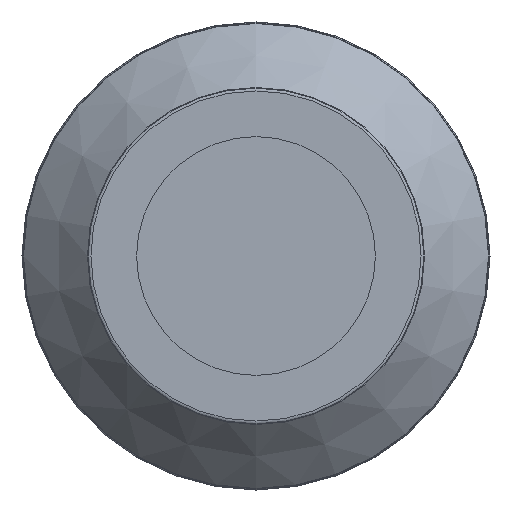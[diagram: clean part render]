
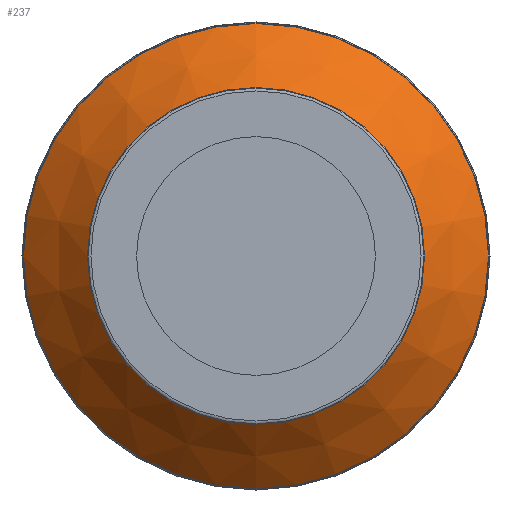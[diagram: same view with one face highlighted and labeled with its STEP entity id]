
A CAD part, left-side view. The second image highlights one B-rep face of the part: STEP entity #237.
In plain terms, the highlighted conical face has half-angle 45 degrees and reference radius 35.281 mm.
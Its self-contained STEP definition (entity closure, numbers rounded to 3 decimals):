
#99=CONICAL_SURFACE('',#749,35.281,45.);
#187=FACE_BOUND('',#350,.T.);
#188=FACE_BOUND('',#351,.T.);
#237=ADVANCED_FACE('',(#187,#188),#99,.T.);
#350=EDGE_LOOP('',(#498));
#351=EDGE_LOOP('',(#499));
#498=ORIENTED_EDGE('',*,*,#649,.T.);
#499=ORIENTED_EDGE('',*,*,#650,.F.);
#573=VERTEX_POINT('',#1681);
#574=VERTEX_POINT('',#1684);
#649=EDGE_CURVE('',#573,#573,#676,.T.);
#650=EDGE_CURVE('',#574,#574,#677,.T.);
#676=CIRCLE('',#746,48.68);
#677=CIRCLE('',#748,35.281);
#746=AXIS2_PLACEMENT_3D('',#1680,#913,#914);
#748=AXIS2_PLACEMENT_3D('',#1683,#917,#918);
#749=AXIS2_PLACEMENT_3D('',#1685,#919,#920);
#913=DIRECTION('',(-1.,0.,0.));
#914=DIRECTION('',(0.,0.,-1.));
#917=DIRECTION('',(-1.,0.,0.));
#918=DIRECTION('',(0.,0.,-1.));
#919=DIRECTION('',(1.,0.,0.));
#920=DIRECTION('',(0.,0.,-1.));
#1680=CARTESIAN_POINT('',(13.68,0.,0.));
#1681=CARTESIAN_POINT('',(13.68,0.,-48.68));
#1683=CARTESIAN_POINT('',(0.281,0.,0.));
#1684=CARTESIAN_POINT('',(0.281,0.,-35.281));
#1685=CARTESIAN_POINT('',(0.281,0.,0.));
